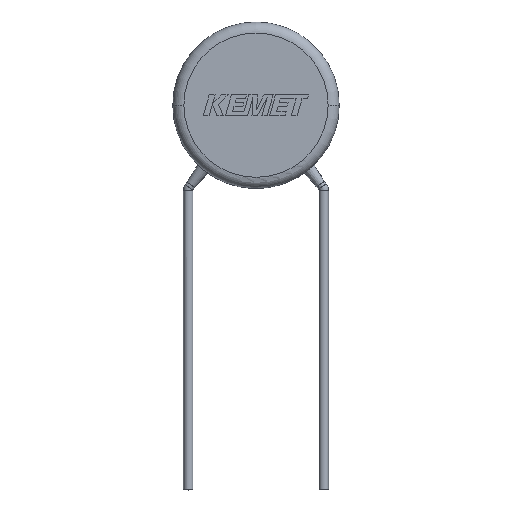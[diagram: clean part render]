
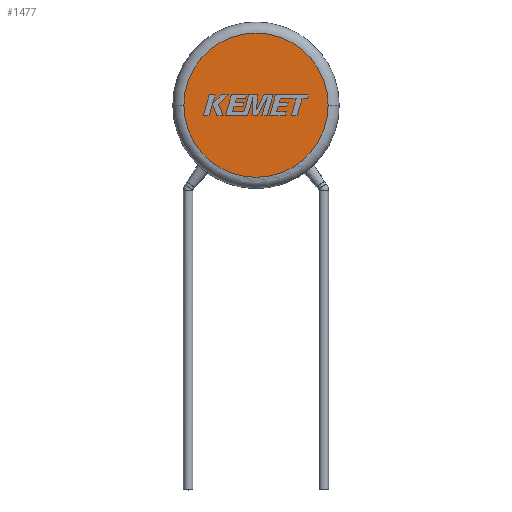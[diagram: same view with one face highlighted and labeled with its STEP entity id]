
A CAD part, top view. The second image highlights one B-rep face of the part: STEP entity #1477.
In plain terms, the highlighted planar face has unit normal (0, 0, 1).
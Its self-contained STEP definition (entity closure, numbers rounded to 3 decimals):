
#155 = DIRECTION ( 'NONE',  ( 1., 0., 0. ) ) ;
#331 = FACE_OUTER_BOUND ( 'NONE', #3738, .T. ) ;
#456 = ORIENTED_EDGE ( 'NONE', *, *, #750, .T. ) ;
#515 = AXIS2_PLACEMENT_3D ( 'NONE', #3605, #3879, #2992 ) ;
#561 = VERTEX_POINT ( 'NONE', #1558 ) ;
#742 = CARTESIAN_POINT ( 'NONE',  ( 0., 0., 5. ) ) ;
#750 = EDGE_CURVE ( 'NONE', #1162, #561, #3771, .T. ) ;
#1022 = ORIENTED_EDGE ( 'NONE', *, *, #3411, .T. ) ;
#1097 = AXIS2_PLACEMENT_3D ( 'NONE', #742, #3131, #155 ) ;
#1162 = VERTEX_POINT ( 'NONE', #1753 ) ;
#1477 = ADVANCED_FACE ( 'NONE', ( #331 ), #1899, .T. ) ;
#1558 = CARTESIAN_POINT ( 'NONE',  ( 6.5, 0., 5. ) ) ;
#1568 = DIRECTION ( 'NONE',  ( 0., 0., 1. ) ) ;
#1753 = CARTESIAN_POINT ( 'NONE',  ( -6.5, 0., 5. ) ) ;
#1899 = PLANE ( 'NONE',  #1097 ) ;
#2177 = DIRECTION ( 'NONE',  ( 1., 0., 0. ) ) ;
#2992 = DIRECTION ( 'NONE',  ( 1., 0., 0. ) ) ;
#3131 = DIRECTION ( 'NONE',  ( 0., 0., 1. ) ) ;
#3411 = EDGE_CURVE ( 'NONE', #561, #1162, #3552, .T. ) ;
#3552 = CIRCLE ( 'NONE', #515, 6.5 ) ;
#3605 = CARTESIAN_POINT ( 'NONE',  ( 0., 0., 5. ) ) ;
#3630 = AXIS2_PLACEMENT_3D ( 'NONE', #3636, #1568, #2177 ) ;
#3636 = CARTESIAN_POINT ( 'NONE',  ( 0., 0., 5. ) ) ;
#3738 = EDGE_LOOP ( 'NONE', ( #1022, #456 ) ) ;
#3771 = CIRCLE ( 'NONE', #3630, 6.5 ) ;
#3879 = DIRECTION ( 'NONE',  ( 0., 0., 1. ) ) ;
